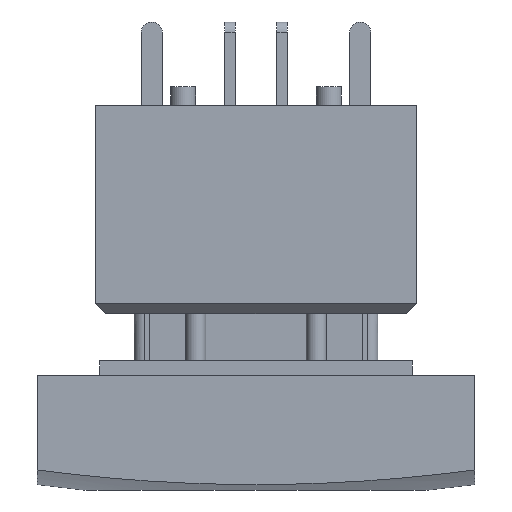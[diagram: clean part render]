
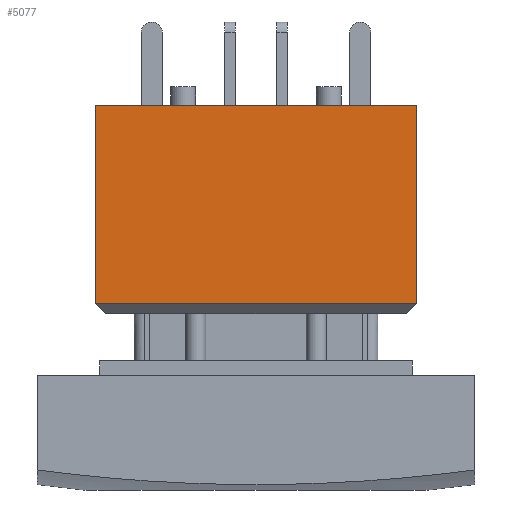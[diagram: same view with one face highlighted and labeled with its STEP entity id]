
A CAD part, left-side view. The second image highlights one B-rep face of the part: STEP entity #5077.
In plain terms, the highlighted planar face has unit normal (-1, 0, 0).
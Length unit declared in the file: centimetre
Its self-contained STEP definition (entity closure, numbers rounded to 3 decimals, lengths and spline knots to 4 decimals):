
#306=FACE_OUTER_BOUND('',#588,.T.);
#588=EDGE_LOOP('',(#4436,#4437,#4438,#4439));
#1203=LINE('',#8029,#1850);
#1208=LINE('',#8041,#1855);
#1209=LINE('',#8043,#1856);
#1210=LINE('',#8044,#1857);
#1850=VECTOR('',#6597,1.);
#1855=VECTOR('',#6606,1.);
#1856=VECTOR('',#6607,1.);
#1857=VECTOR('',#6608,1.);
#2407=VERTEX_POINT('',#8023);
#2409=VERTEX_POINT('',#8027);
#2414=VERTEX_POINT('',#8040);
#2415=VERTEX_POINT('',#8042);
#3096=EDGE_CURVE('',#2407,#2409,#1203,.T.);
#3101=EDGE_CURVE('',#2409,#2414,#1208,.T.);
#3102=EDGE_CURVE('',#2414,#2415,#1209,.T.);
#3103=EDGE_CURVE('',#2407,#2415,#1210,.T.);
#4436=ORIENTED_EDGE('',*,*,#3096,.T.);
#4437=ORIENTED_EDGE('',*,*,#3101,.T.);
#4438=ORIENTED_EDGE('',*,*,#3102,.T.);
#4439=ORIENTED_EDGE('',*,*,#3103,.F.);
#4819=PLANE('',#5415);
#5077=ADVANCED_FACE('',(#306),#4819,.T.);
#5415=AXIS2_PLACEMENT_3D('',#8039,#6604,#6605);
#6597=DIRECTION('',(0.,-1.,0.));
#6604=DIRECTION('center_axis',(-1.,0.,0.));
#6605=DIRECTION('ref_axis',(0.,0.,1.));
#6606=DIRECTION('',(0.,0.,1.));
#6607=DIRECTION('',(0.,1.,0.));
#6608=DIRECTION('',(0.,0.,1.));
#8023=CARTESIAN_POINT('',(-0.77,0.77,-0.4787));
#8027=CARTESIAN_POINT('',(-0.77,-0.77,-0.4787));
#8029=CARTESIAN_POINT('',(-0.77,-0.77,-0.4787));
#8039=CARTESIAN_POINT('Origin',(-0.77,-0.77,-0.5277));
#8040=CARTESIAN_POINT('',(-0.77,-0.77,0.4723));
#8041=CARTESIAN_POINT('',(-0.77,-0.77,-0.5277));
#8042=CARTESIAN_POINT('',(-0.77,0.77,0.4723));
#8043=CARTESIAN_POINT('',(-0.77,0.77,0.4723));
#8044=CARTESIAN_POINT('',(-0.77,0.77,-0.5277));
